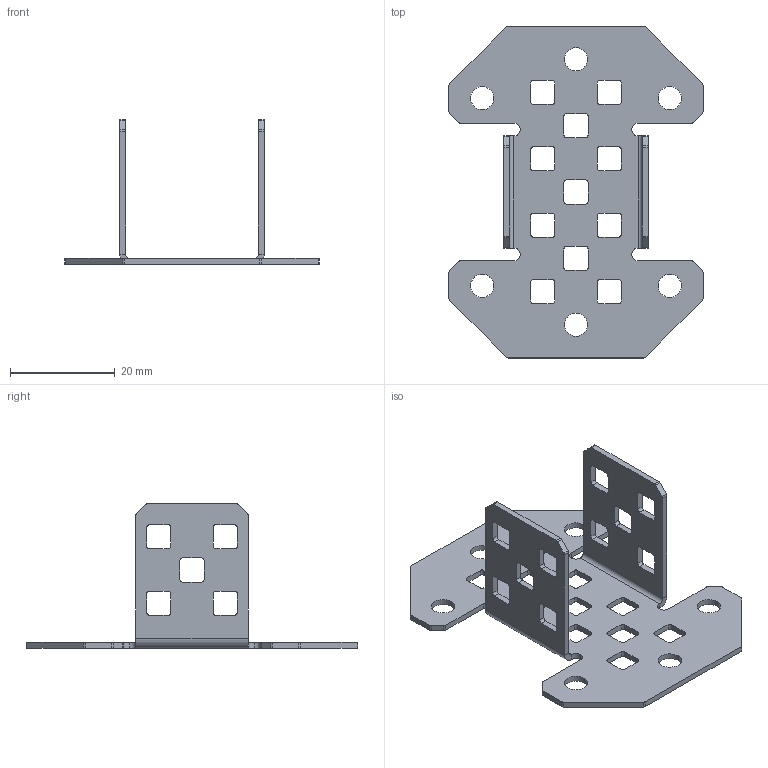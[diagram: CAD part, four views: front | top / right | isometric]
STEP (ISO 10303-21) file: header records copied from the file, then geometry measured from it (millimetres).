
FILE_DESCRIPTION (( 'STEP AP203' ), '1' );
FILE_NAME ('Turntable Mounting Bracket (276-5652-007).STEP', '2021-05-10T20:59:40', ( '' ), ( '' ), 'SwSTEP 2.0', 'SolidWorks 2019', '' );
FILE_SCHEMA (( 'CONFIG_CONTROL_DESIGN' ));
Length unit declared in the file: inch
Products named in the file (1): Turntable Mounting Bracket (276-5652-007)
Bounding box: 48.62 x 63.5 x 27.71 mm (x, y, z)
Volume: 3222.3 mm3; surface area: 6562.8 mm2
Topology: 1 solids, 1 shells, 252 faces, 734 edges, 484 vertices
Faces by surface type: cylinder 130, plane 122
Entity records: 8577 total; most frequent: DIRECTION 1500, CARTESIAN_POINT 1471, ORIENTED_EDGE 1468, EDGE_CURVE 734, AXIS2_PLACEMENT_3D 513, VERTEX_POINT 484, VECTOR 474, LINE 474
